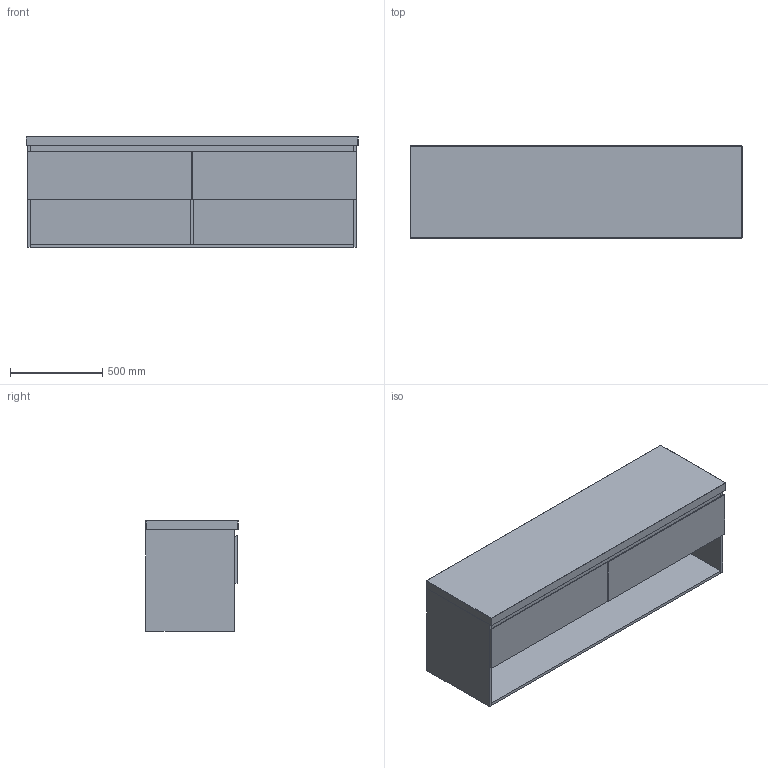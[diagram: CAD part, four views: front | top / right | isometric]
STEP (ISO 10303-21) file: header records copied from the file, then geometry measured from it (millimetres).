
FILE_DESCRIPTION(/* description */ (''),/* implementation_level */ '2;1');
FILE_NAME(/* name */ 'Domaine Shelf 1800 Double (50MM)',/* time_stamp */ '2025-07-09T14:51:05+10:00',/* author */ (''),/* organization */ (''),/* preprocessor_version */ 'ST-DEVELOPER v16.5',/* originating_system */ '',/* authorisation */ '');
FILE_SCHEMA (('AUTOMOTIVE_DESIGN'));
Length unit declared in the file: millimetre
Products named in the file (5): Document; Domaine Shelf 1800 Double (50MM); Blank Benchtops ALL789101112131415161718192021222324; 1800 Benchtop (50mm)234; Domaine Shelf 1800 Double6
Assembly tree (4 placements, depth 4):
  Document
    Domaine Shelf 1800 Double (50MM)
      Blank Benchtops ALL789101112131415161718192021222324
        1800 Benchtop (50mm)234
      Domaine Shelf 1800 Double6
Bounding box: 1800 x 500 x 600 mm (x, y, z)
Volume: 59322166.2 mm3; surface area: 8293539.9 mm2
Topology: 7 solids, 7 shells, 72 faces, 157 edges, 94 vertices
Faces by surface type: plane 55, cylinder 11, bspline 6
Entity records: 2204 total; most frequent: CARTESIAN_POINT 765, ORIENTED_EDGE 302, EDGE_CURVE 151, B_SPLINE_CURVE_WITH_KNOTS 131, VERTEX_POINT 94, DIRECTION 88, AXIS2_PLACEMENT_3D 77, EDGE_LOOP 73
